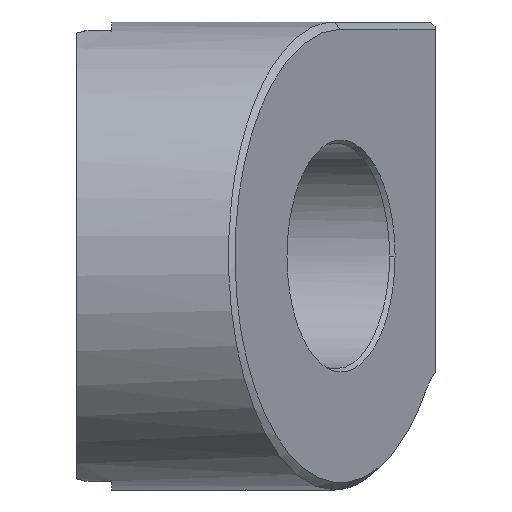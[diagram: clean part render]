
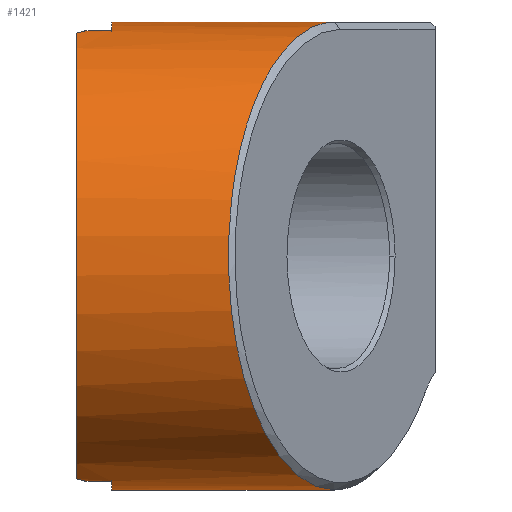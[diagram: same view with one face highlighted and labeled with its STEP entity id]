
A CAD part, left-side view. The second image highlights one B-rep face of the part: STEP entity #1421.
In plain terms, the highlighted cylindrical face has radius 14.5 mm (diameter 29 mm), a partial arc.
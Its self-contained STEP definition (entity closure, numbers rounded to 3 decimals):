
#821=EDGE_CURVE('NONE',#823,#1167,#2359,.F.);
#823=VERTEX_POINT('NONE',#2361);
#921=VERTEX_POINT('NONE',#2461);
#993=VERTEX_POINT('NONE',#2543);
#995=VERTEX_POINT('NONE',#2545);
#1033=EDGE_CURVE('NONE',#1263,#1709,#2584,.F.);
#1105=EDGE_CURVE('',#2201,#1997,#2663,.T.);
#1167=VERTEX_POINT('NONE',#2735);
#1185=VERTEX_POINT('NONE',#2754);
#1263=VERTEX_POINT('NONE',#2838);
#1421=ADVANCED_FACE('NONE',(#3010),#3011,.T.);
#1481=EDGE_CURVE('NONE',#993,#1185,#3080,.T.);
#1521=EDGE_CURVE('NONE',#1997,#823,#3126,.T.);
#1547=EDGE_CURVE('NONE',#1167,#1263,#3155,.T.);
#1591=EDGE_CURVE('NONE',#1185,#921,#3201,.F.);
#1615=EDGE_CURVE('NONE',#995,#993,#3228,.F.);
#1641=EDGE_CURVE('NONE',#1673,#2201,#3259,.F.);
#1673=VERTEX_POINT('NONE',#3293);
#1709=VERTEX_POINT('NONE',#3335);
#1983=EDGE_CURVE('NONE',#921,#1673,#3639,.F.);
#1997=VERTEX_POINT('',#3654);
#2197=EDGE_CURVE('NONE',#1709,#995,#3876,.F.);
#2201=VERTEX_POINT('NONE',#3880);
#2359=LINE('',#4063,#4064);
#2361=CARTESIAN_POINT('',(0.0,-15.95,14.5));
#2461=CARTESIAN_POINT('',(-3.95,-0.5,-13.952));
#2543=CARTESIAN_POINT('',(-4.45,0.0,13.8));
#2545=CARTESIAN_POINT('',(-3.95,-0.5,13.952));
#2584=CIRCLE('',#4438,14.5);
#2663=LINE('',#4595,#4596);
#2735=CARTESIAN_POINT('',(0.0,-8.75,14.5));
#2754=CARTESIAN_POINT('',(-4.45,0.0,-13.8));
#2838=CARTESIAN_POINT('',(0.0,-2.15,14.5));
#3010=FACE_OUTER_BOUND('',#5332,.T.);
#3011=CYLINDRICAL_SURFACE('',#5333,14.5);
#3080=CIRCLE('',#5477,14.5);
#3126=B_SPLINE_CURVE_WITH_KNOTS('',3,(#5534,#5535,#5536,#5537,#5538,#5539,#5540,#5541,#5542,#5543,#5544,#5545,#5546,#5547,#5548,#5549,#5550,#5551,#5552,#5553,#5554,#5555,#5556,#5557,#5558,#5559,#5560,#5561,#5562,#5563,#5564,#5565,#5566,#5567,#5568,#5569,#5570,#5571,#5572,#5573,#5574,#5575,#5576,#5577,#5578,#5579,#5580,#5581,#5582,#5583,#5584,#5585,#5586,#5587),.UNSPECIFIED.,.F.,.F.,(4,2,2,2,2,2,2,2,2,2,2,2,2,2,2,2,2,2,2,2,2,2,2,2,2,2,4),(-54.801,-51.188,-47.725,-45.377,-42.774,-38.862,-35.803,-33.965,-30.721,-27.893,-26.191,-20.361,-19.621,-17.892,-12.559,-9.16,-6.196,-2.799,-0.676,-0.621,-0.562,-0.472,-0.398,-0.325,-0.211,-0.111,-0.0),.UNSPECIFIED.);
#3155=LINE('',#5640,#5641);
#3201=ELLIPSE('',#5707,20.506,14.5);
#3228=ELLIPSE('',#5744,20.506,14.5);
#3259=CIRCLE('',#5782,14.5);
#3293=CARTESIAN_POINT('',(-3.95,-2.15,-13.952));
#3335=CARTESIAN_POINT('',(-3.95,-2.15,13.952));
#3639=LINE('',#6368,#6369);
#3654=CARTESIAN_POINT('',(0.,-15.951,-14.5));
#3876=LINE('',#6878,#6879);
#3880=CARTESIAN_POINT('',(0.,-2.15,-14.5));
#4063=CARTESIAN_POINT('',(0.0,-11.17,14.5));
#4064=VECTOR('',#7198,1.0);
#4438=AXIS2_PLACEMENT_3D('',#7398,#7399,#7400);
#4595=CARTESIAN_POINT('',(0.,-11.17,-14.5));
#4596=VECTOR('',#7491,1.0);
#5332=EDGE_LOOP('',(#7847,#7848,#7849,#7850,#7851,#7852,#7853,#7854,#7855,#7856,#7857));
#5333=AXIS2_PLACEMENT_3D('',#7858,#7859,#7860);
#5477=AXIS2_PLACEMENT_3D('',#7952,#7953,#7954);
#5534=CARTESIAN_POINT('',(1.664,-16.701,-14.404));
#5535=CARTESIAN_POINT('',(0.663,-16.25,-14.52));
#5536=CARTESIAN_POINT('',(-0.347,-15.796,-14.531));
#5537=CARTESIAN_POINT('',(-2.309,-14.907,-14.347));
#5538=CARTESIAN_POINT('',(-3.262,-14.474,-14.162));
#5539=CARTESIAN_POINT('',(-4.822,-13.768,-13.691));
#5540=CARTESIAN_POINT('',(-5.441,-13.488,-13.457));
#5541=CARTESIAN_POINT('',(-6.714,-12.914,-12.873));
#5542=CARTESIAN_POINT('',(-7.362,-12.622,-12.514));
#5543=CARTESIAN_POINT('',(-8.918,-11.92,-11.488));
#5544=CARTESIAN_POINT('',(-9.788,-11.524,-10.759));
#5545=CARTESIAN_POINT('',(-11.183,-10.893,-9.274));
#5546=CARTESIAN_POINT('',(-11.738,-10.643,-8.562));
#5547=CARTESIAN_POINT('',(-12.52,-10.291,-7.334));
#5548=CARTESIAN_POINT('',(-12.789,-10.17,-6.855));
#5549=CARTESIAN_POINT('',(-13.457,-9.867,-5.486));
#5550=CARTESIAN_POINT('',(-13.797,-9.712,-4.566));
#5551=CARTESIAN_POINT('',(-14.257,-9.503,-2.78));
#5552=CARTESIAN_POINT('',(-14.397,-9.441,-1.929));
#5553=CARTESIAN_POINT('',(-14.499,-9.396,-0.549));
#5554=CARTESIAN_POINT('',(-14.509,-9.392,-0.029));
#5555=CARTESIAN_POINT('',(-14.431,-9.428,2.271));
#5556=CARTESIAN_POINT('',(-14.046,-9.598,4.007));
#5557=CARTESIAN_POINT('',(-13.277,-9.948,5.833));
#5558=CARTESIAN_POINT('',(-13.186,-9.989,6.036));
#5559=CARTESIAN_POINT('',(-12.867,-10.134,6.706));
#5560=CARTESIAN_POINT('',(-12.619,-10.246,7.16));
#5561=CARTESIAN_POINT('',(-11.517,-10.745,8.952));
#5562=CARTESIAN_POINT('',(-10.482,-11.209,10.137));
#5563=CARTESIAN_POINT('',(-8.542,-12.087,11.758));
#5564=CARTESIAN_POINT('',(-7.731,-12.456,12.305));
#5565=CARTESIAN_POINT('',(-6.138,-13.175,13.164));
#5566=CARTESIAN_POINT('',(-5.366,-13.523,13.496));
#5567=CARTESIAN_POINT('',(-3.668,-14.29,14.061));
#5568=CARTESIAN_POINT('',(-2.737,-14.712,14.271));
#5569=CARTESIAN_POINT('',(-1.208,-15.404,14.462));
#5570=CARTESIAN_POINT('',(-0.617,-15.672,14.499));
#5571=CARTESIAN_POINT('',(-0.009,-15.946,14.5));
#5572=CARTESIAN_POINT('',(0.007,-15.953,14.5));
#5573=CARTESIAN_POINT('',(0.042,-15.969,14.5));
#5574=CARTESIAN_POINT('',(0.06,-15.977,14.5));
#5575=CARTESIAN_POINT('',(0.105,-15.997,14.5));
#5576=CARTESIAN_POINT('',(0.132,-16.01,14.499));
#5577=CARTESIAN_POINT('',(0.182,-16.033,14.499));
#5578=CARTESIAN_POINT('',(0.204,-16.043,14.499));
#5579=CARTESIAN_POINT('',(0.249,-16.064,14.498));
#5580=CARTESIAN_POINT('',(0.27,-16.074,14.497));
#5581=CARTESIAN_POINT('',(0.327,-16.101,14.496));
#5582=CARTESIAN_POINT('',(0.361,-16.117,14.496));
#5583=CARTESIAN_POINT('',(0.425,-16.148,14.494));
#5584=CARTESIAN_POINT('',(0.455,-16.163,14.493));
#5585=CARTESIAN_POINT('',(0.519,-16.194,14.491));
#5586=CARTESIAN_POINT('',(0.552,-16.21,14.49));
#5587=CARTESIAN_POINT('',(0.585,-16.226,14.488));
#5640=CARTESIAN_POINT('',(0.0,-11.17,14.5));
#5641=VECTOR('',#8059,1000.0);
#5707=AXIS2_PLACEMENT_3D('',#8090,#8091,#8092);
#5744=AXIS2_PLACEMENT_3D('',#8124,#8125,#8126);
#5782=AXIS2_PLACEMENT_3D('',#8179,#8180,#8181);
#6368=CARTESIAN_POINT('',(-3.95,-11.17,-13.952));
#6369=VECTOR('',#8593,1.0);
#6878=CARTESIAN_POINT('',(-3.95,-11.17,13.952));
#6879=VECTOR('',#8861,1.0);
#7198=DIRECTION('',(0.0,-1.0,0.0));
#7398=CARTESIAN_POINT('',(0.0,-2.15,0.0));
#7399=DIRECTION('',(-0.0,1.0,0.0));
#7400=DIRECTION('',(0.0,0.0,1.0));
#7491=DIRECTION('',(0.0,-1.0,0.0));
#7847=ORIENTED_EDGE('',*,*,#1105,.T.);
#7848=ORIENTED_EDGE('',*,*,#1521,.T.);
#7849=ORIENTED_EDGE('',*,*,#821,.T.);
#7850=ORIENTED_EDGE('',*,*,#1547,.T.);
#7851=ORIENTED_EDGE('',*,*,#1033,.T.);
#7852=ORIENTED_EDGE('',*,*,#2197,.T.);
#7853=ORIENTED_EDGE('',*,*,#1615,.T.);
#7854=ORIENTED_EDGE('',*,*,#1481,.T.);
#7855=ORIENTED_EDGE('',*,*,#1591,.T.);
#7856=ORIENTED_EDGE('',*,*,#1983,.T.);
#7857=ORIENTED_EDGE('',*,*,#1641,.T.);
#7858=CARTESIAN_POINT('',(0.0,-11.17,0.0));
#7859=DIRECTION('',(-0.0,1.0,-0.0));
#7860=DIRECTION('',(0.0,0.0,1.0));
#7952=CARTESIAN_POINT('',(0.0,0.0,0.0));
#7953=DIRECTION('',(0.0,-1.0,0.0));
#7954=DIRECTION('',(0.0,0.0,1.0));
#8059=DIRECTION('',(0.0,1.0,0.0));
#8090=CARTESIAN_POINT('',(0.0,-4.45,0.0));
#8091=DIRECTION('',(0.707,0.707,0.0));
#8092=DIRECTION('',(-0.707,0.707,-0.0));
#8124=CARTESIAN_POINT('',(0.0,-4.45,0.0));
#8125=DIRECTION('',(0.707,0.707,0.0));
#8126=DIRECTION('',(-0.707,0.707,-0.0));
#8179=CARTESIAN_POINT('',(0.0,-2.15,0.0));
#8180=DIRECTION('',(-0.0,1.0,0.0));
#8181=DIRECTION('',(0.0,0.0,1.0));
#8593=DIRECTION('',(-0.0,1.0,0.0));
#8861=DIRECTION('',(0.0,-1.0,0.0));
